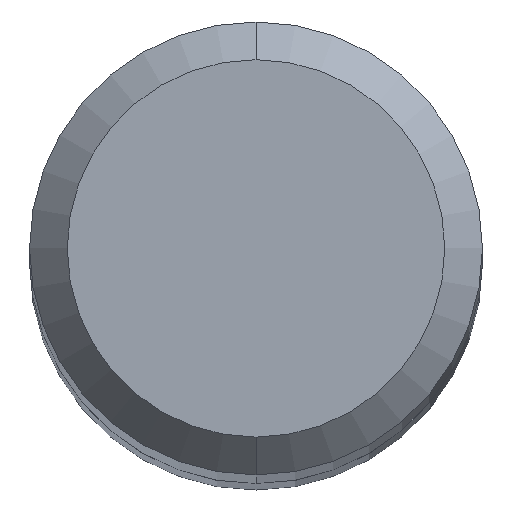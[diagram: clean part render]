
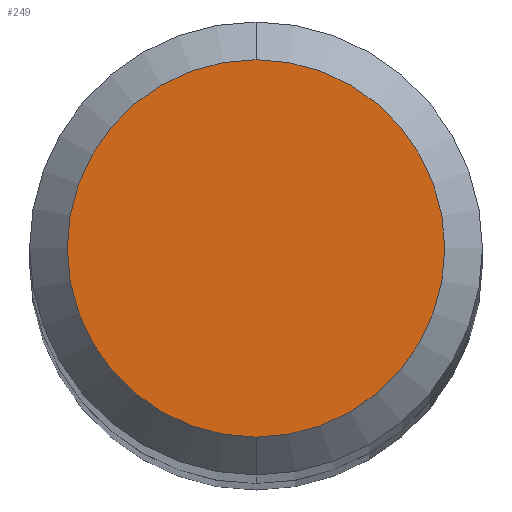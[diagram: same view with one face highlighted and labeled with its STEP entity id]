
A CAD part, top view. The second image highlights one B-rep face of the part: STEP entity #249.
In plain terms, the highlighted planar face has unit normal (0, 0, 1).
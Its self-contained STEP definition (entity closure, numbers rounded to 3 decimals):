
#211=EDGE_CURVE('',#385,#281,#493,.T.);
#249=ADVANCED_FACE('',(#535),#536,.T.);
#281=VERTEX_POINT('',#572);
#291=EDGE_CURVE('',#281,#385,#583,.T.);
#385=VERTEX_POINT('',#684);
#493=CIRCLE('',#805,1.5);
#535=FACE_OUTER_BOUND('',#866,.T.);
#536=PLANE('',#867);
#572=CARTESIAN_POINT('',(0.,-1.5,0.0));
#583=CIRCLE('',#989,1.5);
#684=CARTESIAN_POINT('',(0.0,1.5,0.0));
#805=AXIS2_PLACEMENT_3D('',#1391,#1392,#1393);
#866=EDGE_LOOP('',(#1435,#1436));
#867=AXIS2_PLACEMENT_3D('',#1437,#1438,#1439);
#989=AXIS2_PLACEMENT_3D('',#1495,#1496,#1497);
#1391=CARTESIAN_POINT('',(0.0,0.0,0.0));
#1392=DIRECTION('',(0.0,0.0,-1.0));
#1393=DIRECTION('',(0.0,1.0,0.0));
#1435=ORIENTED_EDGE('',*,*,#211,.F.);
#1436=ORIENTED_EDGE('',*,*,#291,.F.);
#1437=CARTESIAN_POINT('',(0.0,0.75,0.0));
#1438=DIRECTION('',(-0.0,0.0,1.0));
#1439=DIRECTION('',(0.0,-1.0,0.0));
#1495=CARTESIAN_POINT('',(0.0,0.0,0.0));
#1496=DIRECTION('',(0.0,0.0,-1.0));
#1497=DIRECTION('',(0.0,1.0,0.0));
